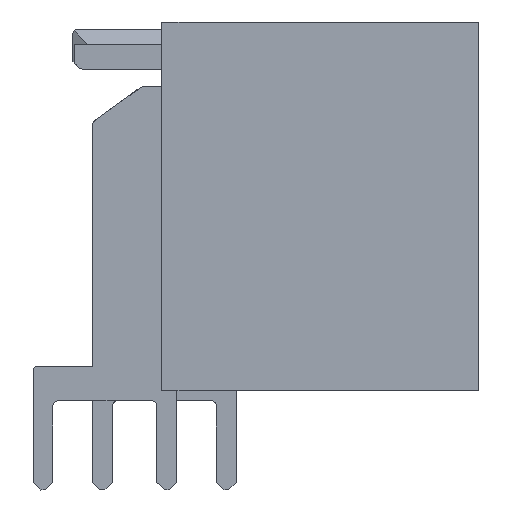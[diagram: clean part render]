
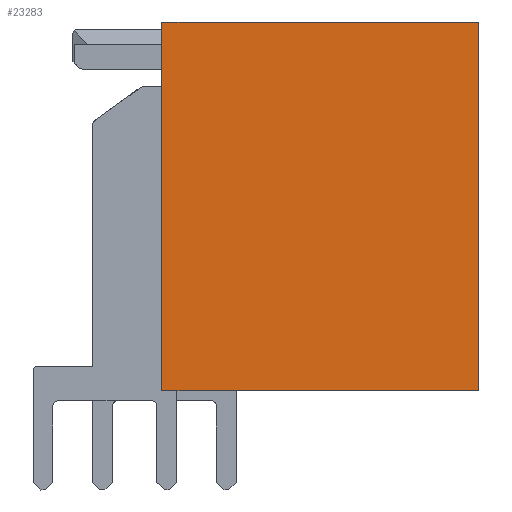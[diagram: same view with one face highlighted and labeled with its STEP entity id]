
A CAD part, left-side view. The second image highlights one B-rep face of the part: STEP entity #23283.
In plain terms, the highlighted face is planar.
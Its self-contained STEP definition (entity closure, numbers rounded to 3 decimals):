
#2666=ORIENTED_EDGE('',*,*,#6778,.F.);
#2667=ORIENTED_EDGE('',*,*,#6927,.F.);
#2668=ORIENTED_EDGE('',*,*,#6787,.F.);
#2669=ORIENTED_EDGE('',*,*,#6770,.F.);
#6770=EDGE_CURVE('',#8962,#8963,#10910,.T.);
#6778=EDGE_CURVE('',#8968,#8962,#10918,.T.);
#6787=EDGE_CURVE('',#8963,#8973,#10927,.T.);
#6927=EDGE_CURVE('',#8973,#8968,#11067,.T.);
#8962=VERTEX_POINT('',#31960);
#8963=VERTEX_POINT('',#31962);
#8968=VERTEX_POINT('',#31976);
#8973=VERTEX_POINT('',#31997);
#10910=LINE('',#31961,#13297);
#10918=LINE('',#31977,#13305);
#10927=LINE('',#31996,#13314);
#11067=LINE('',#32240,#13454);
#13297=VECTOR('',#26957,1000.);
#13305=VECTOR('',#26969,1000.);
#13314=VECTOR('',#26990,1000.);
#13454=VECTOR('',#27272,1000.);
#14809=EDGE_LOOP('',(#2666,#2667,#2668,#2669));
#15703=FACE_BOUND('',#14809,.T.);
#16562=PLANE('',#24194);
#23283=ADVANCED_FACE('',(#15703),#16562,.F.);
#24194=AXIS2_PLACEMENT_3D('',#32239,#27270,#27271);
#26957=DIRECTION('',(0.,0.,1.));
#26969=DIRECTION('',(-1.,0.,0.));
#26990=DIRECTION('',(1.,0.,0.));
#27270=DIRECTION('',(0.,1.,0.));
#27271=DIRECTION('',(1.,0.,0.));
#27272=DIRECTION('',(0.,0.,-1.));
#31960=CARTESIAN_POINT('',(-4.604,0.,-9.247));
#31961=CARTESIAN_POINT('',(-4.604,0.,-9.247));
#31962=CARTESIAN_POINT('',(-4.604,0.001,5.653));
#31976=CARTESIAN_POINT('',(8.196,-0.002,-9.247));
#31977=CARTESIAN_POINT('',(8.196,-0.002,-9.247));
#31996=CARTESIAN_POINT('',(-4.604,0.001,5.653));
#31997=CARTESIAN_POINT('',(8.196,0.,5.653));
#32239=CARTESIAN_POINT('',(1.796,0.,-1.797));
#32240=CARTESIAN_POINT('',(8.196,0.,5.653));
